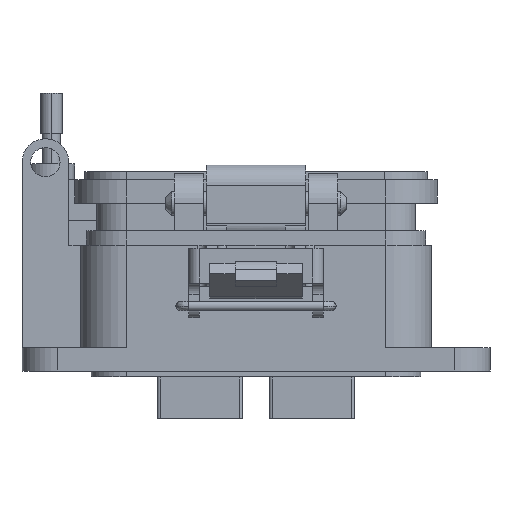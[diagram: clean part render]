
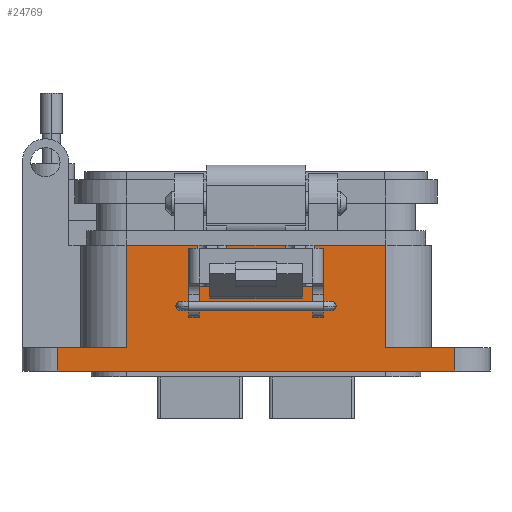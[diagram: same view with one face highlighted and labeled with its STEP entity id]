
A CAD part, front view. The second image highlights one B-rep face of the part: STEP entity #24769.
In plain terms, the highlighted planar face has unit normal (0, -1, 0).
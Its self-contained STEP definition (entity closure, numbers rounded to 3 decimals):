
#40 = VECTOR ( 'NONE', #7507, 1000. ) ;
#343 = LINE ( 'NONE', #44895, #9028 ) ;
#881 = VERTEX_POINT ( 'NONE', #31925 ) ;
#962 = VECTOR ( 'NONE', #44098, 1000. ) ;
#1535 = ORIENTED_EDGE ( 'NONE', *, *, #40976, .T. ) ;
#2021 = VERTEX_POINT ( 'NONE', #36073 ) ;
#2998 = CARTESIAN_POINT ( 'NONE',  ( 10.071, -15.056, -28.704 ) ) ;
#3636 = DIRECTION ( 'NONE',  ( 0., 0., -1. ) ) ;
#3862 = EDGE_CURVE ( 'NONE', #32146, #31581, #40494, .T. ) ;
#3982 = LINE ( 'NONE', #32831, #41879 ) ;
#4579 = ORIENTED_EDGE ( 'NONE', *, *, #45090, .T. ) ;
#4690 = DIRECTION ( 'NONE',  ( 0., 0., 1. ) ) ;
#5911 = EDGE_CURVE ( 'NONE', #32945, #18096, #8720, .T. ) ;
#5971 = ORIENTED_EDGE ( 'NONE', *, *, #35942, .T. ) ;
#6018 = CARTESIAN_POINT ( 'NONE',  ( 5.036, -15.056, -21.654 ) ) ;
#6651 = LINE ( 'NONE', #13614, #24958 ) ;
#6751 = DIRECTION ( 'NONE',  ( -1., 0., 0. ) ) ;
#7289 = DIRECTION ( 'NONE',  ( 0., 0., 1. ) ) ;
#7404 = DIRECTION ( 'NONE',  ( -1., 0., 0. ) ) ;
#7507 = DIRECTION ( 'NONE',  ( -1., 0., 0. ) ) ;
#7588 = VERTEX_POINT ( 'NONE', #39507 ) ;
#7789 = LINE ( 'NONE', #12661, #34755 ) ;
#7856 = CARTESIAN_POINT ( 'NONE',  ( -34.243, -15.056, -43.307 ) ) ;
#7923 = CARTESIAN_POINT ( 'NONE',  ( -34.243, -15.056, -39.279 ) ) ;
#8720 = LINE ( 'NONE', #33124, #40 ) ;
#9028 = VECTOR ( 'NONE', #4690, 1000. ) ;
#9053 = LINE ( 'NONE', #40020, #27411 ) ;
#9605 = LINE ( 'NONE', #14796, #962 ) ;
#9692 = DIRECTION ( 'NONE',  ( 0., 0., 1. ) ) ;
#10076 = EDGE_CURVE ( 'NONE', #32741, #17618, #37165, .T. ) ;
#10915 = DIRECTION ( 'NONE',  ( 0., 0., -1. ) ) ;
#10955 = EDGE_CURVE ( 'NONE', #46631, #40259, #44472, .T. ) ;
#11451 = VECTOR ( 'NONE', #36868, 1000. ) ;
#11578 = LINE ( 'NONE', #37042, #39686 ) ;
#12384 = VECTOR ( 'NONE', #7404, 1000. ) ;
#12661 = CARTESIAN_POINT ( 'NONE',  ( 10.071, -15.056, -21.654 ) ) ;
#12671 = ORIENTED_EDGE ( 'NONE', *, *, #45986, .T. ) ;
#12692 = VECTOR ( 'NONE', #10915, 1000. ) ;
#12797 = ORIENTED_EDGE ( 'NONE', *, *, #32598, .T. ) ;
#13614 = CARTESIAN_POINT ( 'NONE',  ( 10.071, -15.056, -21.654 ) ) ;
#14796 = CARTESIAN_POINT ( 'NONE',  ( 10.071, -15.056, -28.704 ) ) ;
#15591 = ORIENTED_EDGE ( 'NONE', *, *, #3862, .T. ) ;
#15877 = EDGE_CURVE ( 'NONE', #7588, #46631, #9053, .T. ) ;
#17066 = VERTEX_POINT ( 'NONE', #7856 ) ;
#17268 = DIRECTION ( 'NONE',  ( -1., 0., 0. ) ) ;
#17618 = VERTEX_POINT ( 'NONE', #7923 ) ;
#17701 = VECTOR ( 'NONE', #43510, 1000. ) ;
#17996 = VECTOR ( 'NONE', #9692, 1000. ) ;
#18096 = VERTEX_POINT ( 'NONE', #32855 ) ;
#18361 = CARTESIAN_POINT ( 'NONE',  ( 0., -15.056, -43.307 ) ) ;
#18660 = DIRECTION ( 'NONE',  ( -1., 0., 0. ) ) ;
#18805 = DIRECTION ( 'NONE',  ( 0., -1., 0. ) ) ;
#19068 = CARTESIAN_POINT ( 'NONE',  ( 34.243, -15.056, -39.279 ) ) ;
#19349 = VERTEX_POINT ( 'NONE', #23247 ) ;
#22341 = PLANE ( 'NONE',  #34958 ) ;
#22392 = LINE ( 'NONE', #40111, #12692 ) ;
#23247 = CARTESIAN_POINT ( 'NONE',  ( 34.243, -15.056, -43.307 ) ) ;
#23826 = VECTOR ( 'NONE', #6751, 1000. ) ;
#24521 = ORIENTED_EDGE ( 'NONE', *, *, #15877, .T. ) ;
#24769 = ADVANCED_FACE ( 'NONE', ( #29545 ), #22341, .T. ) ;
#24958 = VECTOR ( 'NONE', #17268, 1000. ) ;
#25302 = ORIENTED_EDGE ( 'NONE', *, *, #41759, .T. ) ;
#25394 = LINE ( 'NONE', #32905, #43755 ) ;
#27111 = ORIENTED_EDGE ( 'NONE', *, *, #10955, .T. ) ;
#27411 = VECTOR ( 'NONE', #43675, 1000. ) ;
#27522 = ORIENTED_EDGE ( 'NONE', *, *, #47455, .T. ) ;
#28201 = CARTESIAN_POINT ( 'NONE',  ( 10.071, -15.056, -21.654 ) ) ;
#28258 = VERTEX_POINT ( 'NONE', #42404 ) ;
#28582 = LINE ( 'NONE', #39865, #17701 ) ;
#28625 = EDGE_CURVE ( 'NONE', #32945, #19349, #11578, .T. ) ;
#28887 = LINE ( 'NONE', #6018, #17996 ) ;
#29478 = CARTESIAN_POINT ( 'NONE',  ( 10.071, -15.056, -28.704 ) ) ;
#29510 = ORIENTED_EDGE ( 'NONE', *, *, #35995, .T. ) ;
#29545 = FACE_OUTER_BOUND ( 'NONE', #44707, .T. ) ;
#30647 = ORIENTED_EDGE ( 'NONE', *, *, #10076, .T. ) ;
#30908 = EDGE_CURVE ( 'NONE', #881, #43318, #9605, .T. ) ;
#31031 = EDGE_CURVE ( 'NONE', #43318, #2021, #343, .T. ) ;
#31124 = CARTESIAN_POINT ( 'NONE',  ( -10.071, -15.056, -28.704 ) ) ;
#31581 = VERTEX_POINT ( 'NONE', #44836 ) ;
#31925 = CARTESIAN_POINT ( 'NONE',  ( -5.036, -15.056, -28.704 ) ) ;
#32146 = VERTEX_POINT ( 'NONE', #46872 ) ;
#32598 = EDGE_CURVE ( 'NONE', #40259, #32146, #28887, .T. ) ;
#32741 = VERTEX_POINT ( 'NONE', #39826 ) ;
#32831 = CARTESIAN_POINT ( 'NONE',  ( -34.243, -15.056, -21.654 ) ) ;
#32855 = CARTESIAN_POINT ( 'NONE',  ( 22.358, -15.056, -39.279 ) ) ;
#32905 = CARTESIAN_POINT ( 'NONE',  ( 22.358, -15.056, -21.654 ) ) ;
#32945 = VERTEX_POINT ( 'NONE', #19068 ) ;
#33124 = CARTESIAN_POINT ( 'NONE',  ( 10.071, -15.056, -39.279 ) ) ;
#34627 = DIRECTION ( 'NONE',  ( -1., 0., 0. ) ) ;
#34755 = VECTOR ( 'NONE', #34627, 1000. ) ;
#34958 = AXIS2_PLACEMENT_3D ( 'NONE', #40845, #18805, #44477 ) ;
#35248 = CARTESIAN_POINT ( 'NONE',  ( 5.036, -15.056, -28.704 ) ) ;
#35942 = EDGE_CURVE ( 'NONE', #17618, #17066, #3982, .T. ) ;
#35945 = VERTEX_POINT ( 'NONE', #43866 ) ;
#35995 = EDGE_CURVE ( 'NONE', #17066, #19349, #40741, .T. ) ;
#36073 = CARTESIAN_POINT ( 'NONE',  ( -10.071, -15.056, -21.654 ) ) ;
#36868 = DIRECTION ( 'NONE',  ( 1., 0., 0. ) ) ;
#37042 = CARTESIAN_POINT ( 'NONE',  ( 34.243, -15.056, -43.307 ) ) ;
#37064 = ORIENTED_EDGE ( 'NONE', *, *, #5911, .T. ) ;
#37165 = LINE ( 'NONE', #40532, #45702 ) ;
#39507 = CARTESIAN_POINT ( 'NONE',  ( 10.071, -15.056, -21.654 ) ) ;
#39686 = VECTOR ( 'NONE', #40730, 1000. ) ;
#39826 = CARTESIAN_POINT ( 'NONE',  ( -22.358, -15.056, -39.279 ) ) ;
#39865 = CARTESIAN_POINT ( 'NONE',  ( -5.036, -15.056, -21.654 ) ) ;
#40020 = CARTESIAN_POINT ( 'NONE',  ( 10.071, -15.056, -21.654 ) ) ;
#40111 = CARTESIAN_POINT ( 'NONE',  ( -22.358, -15.056, -21.654 ) ) ;
#40259 = VERTEX_POINT ( 'NONE', #35248 ) ;
#40494 = LINE ( 'NONE', #28201, #12384 ) ;
#40532 = CARTESIAN_POINT ( 'NONE',  ( 10.071, -15.056, -39.279 ) ) ;
#40571 = ORIENTED_EDGE ( 'NONE', *, *, #31031, .T. ) ;
#40730 = DIRECTION ( 'NONE',  ( 0., 0., -1. ) ) ;
#40741 = LINE ( 'NONE', #18361, #11451 ) ;
#40845 = CARTESIAN_POINT ( 'NONE',  ( 10.071, -15.056, -21.654 ) ) ;
#40976 = EDGE_CURVE ( 'NONE', #2021, #28258, #7789, .T. ) ;
#41759 = EDGE_CURVE ( 'NONE', #18096, #35945, #25394, .T. ) ;
#41879 = VECTOR ( 'NONE', #3636, 1000. ) ;
#42404 = CARTESIAN_POINT ( 'NONE',  ( -22.358, -15.056, -21.654 ) ) ;
#43318 = VERTEX_POINT ( 'NONE', #31124 ) ;
#43510 = DIRECTION ( 'NONE',  ( 0., 0., -1. ) ) ;
#43675 = DIRECTION ( 'NONE',  ( 0., 0., -1. ) ) ;
#43755 = VECTOR ( 'NONE', #7289, 1000. ) ;
#43866 = CARTESIAN_POINT ( 'NONE',  ( 22.358, -15.056, -21.654 ) ) ;
#44098 = DIRECTION ( 'NONE',  ( -1., 0., 0. ) ) ;
#44472 = LINE ( 'NONE', #2998, #23826 ) ;
#44477 = DIRECTION ( 'NONE',  ( 1., 0., 0. ) ) ;
#44677 = ORIENTED_EDGE ( 'NONE', *, *, #30908, .T. ) ;
#44707 = EDGE_LOOP ( 'NONE', ( #27522, #24521, #27111, #12797, #15591, #12671, #44677, #40571, #1535, #4579, #30647, #5971, #29510, #45243, #37064, #25302 ) ) ;
#44836 = CARTESIAN_POINT ( 'NONE',  ( -5.036, -15.056, -21.654 ) ) ;
#44895 = CARTESIAN_POINT ( 'NONE',  ( -10.071, -15.056, -21.654 ) ) ;
#45090 = EDGE_CURVE ( 'NONE', #28258, #32741, #22392, .T. ) ;
#45243 = ORIENTED_EDGE ( 'NONE', *, *, #28625, .F. ) ;
#45702 = VECTOR ( 'NONE', #18660, 1000. ) ;
#45986 = EDGE_CURVE ( 'NONE', #31581, #881, #28582, .T. ) ;
#46631 = VERTEX_POINT ( 'NONE', #29478 ) ;
#46872 = CARTESIAN_POINT ( 'NONE',  ( 5.036, -15.056, -21.654 ) ) ;
#47455 = EDGE_CURVE ( 'NONE', #35945, #7588, #6651, .T. ) ;
